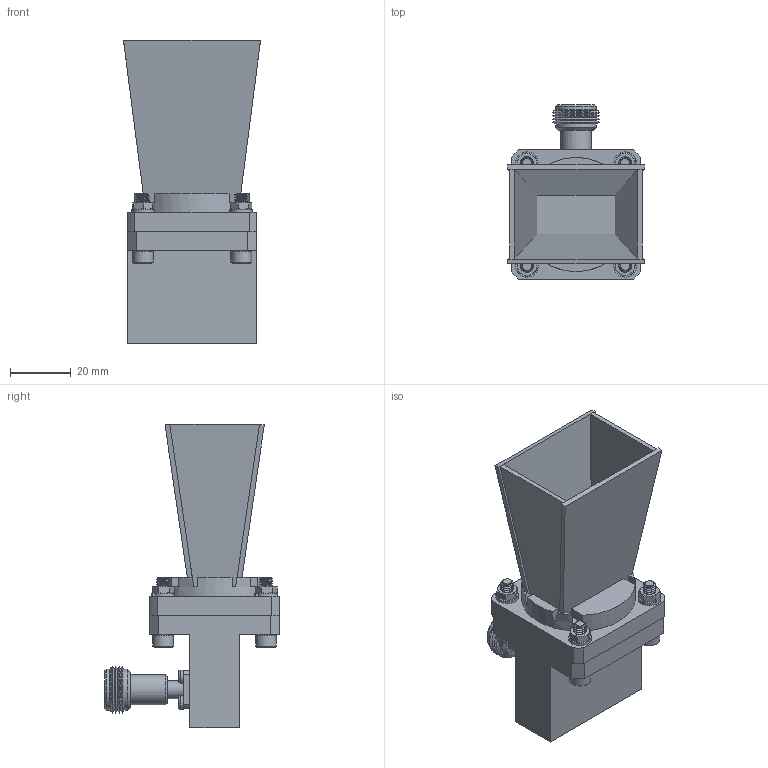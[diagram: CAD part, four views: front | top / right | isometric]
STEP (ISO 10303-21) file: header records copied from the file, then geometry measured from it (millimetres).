
FILE_DESCRIPTION (( 'STEP AP214' ), '1' );
FILE_NAME ('PE9857B-NF-10_3D.STEP', '2021-01-07T19:41:48', ( '' ), ( '' ), 'SwSTEP 2.0', 'SolidWorks 2018', '' );
FILE_SCHEMA (( 'AUTOMOTIVE_DESIGN' ));
Length unit declared in the file: inch
Products named in the file (11): PE9857B-NF-10_3D; Copy of 112-N^Copy of PE9802_CON_PE9802; PE9802; Copy of PE9802_CON^PE9802; Copy of 06142-con screw^Copy of PE9802_CON_PE9802; 8-LW; PE9857B-10; Copy of 112-N-PANEL^Copy of PE9802_CON_PE9802; 8-32HN_90760A180; Copy of PE9802_Body2^PE9802; 8-32SH-HXx.75_91251A197
Assembly tree (22 placements, depth 4):
  PE9857B-NF-10_3D
    PE9802
      Copy of PE9802_CON^PE9802
        Copy of 06142-con screw^Copy of PE9802_CON_PE9802  x4
        Copy of 112-N-PANEL^Copy of PE9802_CON_PE9802
        Copy of 112-N^Copy of PE9802_CON_PE9802
      Copy of PE9802_Body2^PE9802
    PE9857B-10
    8-32SH-HXx.75_91251A197  x4
    8-32HN_90760A180  x4
    8-LW  x4
Bounding box: 45.31 x 57.83 x 100.35 mm (x, y, z)
Volume: 49413.8 mm3; surface area: 35258 mm2
Topology: 20 solids, 20 shells, 449 faces, 1035 edges, 645 vertices
Faces by surface type: plane 241, cone 110, cylinder 74, bspline 24
Full cylindrical faces by diameter (mm): 1.7 x1, 2.7 x4, 3.04 x1, 4 x1, 4.1 x1, 4.293 x4, 4.3 x8, 6 x1, 6.858 x4, 7 x1, 10 x1, 13.5 x2, 37.694 x1
Entity records: 10696 total; most frequent: CARTESIAN_POINT 4429, DIRECTION 1026, ORIENTED_EDGE 930, EDGE_CURVE 465, AXIS2_PLACEMENT_3D 376, VERTEX_POINT 319, EDGE_LOOP 304, VECTOR 274
